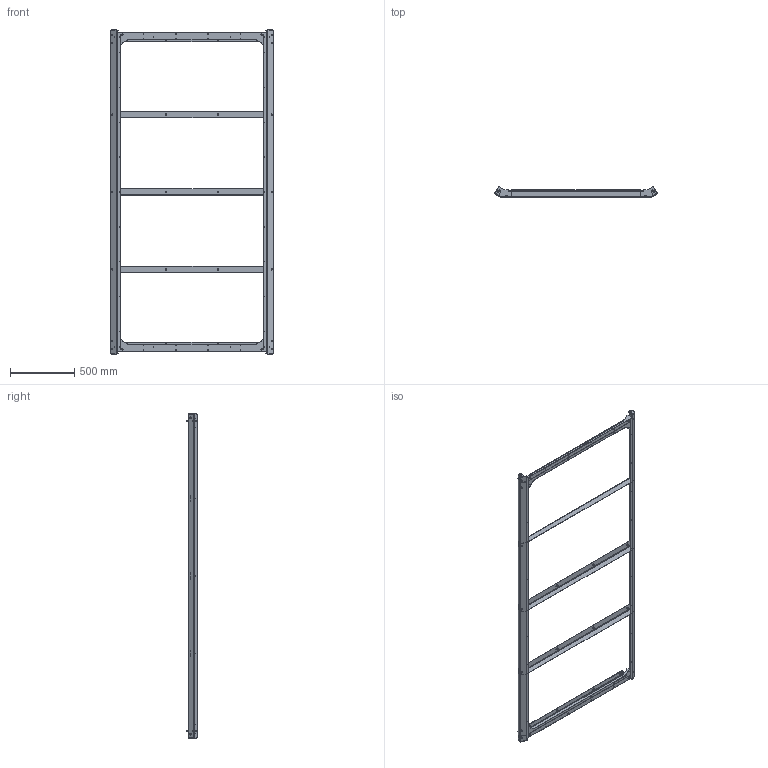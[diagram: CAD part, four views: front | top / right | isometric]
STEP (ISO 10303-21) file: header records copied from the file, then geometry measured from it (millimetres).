
FILE_DESCRIPTION (( 'STEP AP203' ), '1' );
FILE_NAME ('CV03-A10_REV_A.step', '2025-08-17T05:13:01', ( '' ), ( '' ), 'SwSTEP 2.0', 'SolidWorks 2024', '' );
FILE_SCHEMA (( 'CONFIG_CONTROL_DESIGN' ));
Length unit declared in the file: millimetre
Products named in the file (14): CV03-C-01; CV03-C-03; CV03-C-02; CV03-F10; CV03-C-04; CV03-F12; weldnut_WELDNUT-M8; CV03-F14; CV03-C-17; M8 RIVNUT_Installed; CV03-C-05; CV03-F13; CV03-F15; CV03-A10_REV_A
Assembly tree (51 placements, depth 5):
  CV03-A10_REV_A
    CV03-F10
      CV03-F15  x2
        CV03-C-01
        weldnut_WELDNUT-M8
      CV03-C-04  x2
      CV03-F14  x2
        CV03-C-02
        CV03-F12
          CV03-C-05
          weldnut_WELDNUT-M8
        CV03-F13
          CV03-C-05
          weldnut_WELDNUT-M8
        weldnut_WELDNUT-M8
      CV03-C-03  x3
    M8 RIVNUT_Installed  x20
    CV03-C-17  x2
Bounding box: 1257.59 x 83.45 x 2514.8 mm (x, y, z)
Volume: 3676858.3 mm3; surface area: 2906326 mm2
Topology: 61 solids, 61 shells, 7797 faces, 19101 edges, 11472 vertices
Faces by surface type: plane 5306, cylinder 2003, cone 382, bspline 66, torus 40
Entity records: 27225 total; most frequent: CARTESIAN_POINT 6945, ORIENTED_EDGE 3740, DIRECTION 3710, EDGE_CURVE 1870, AXIS2_PLACEMENT_3D 1245, LINE 1220, VECTOR 1220, VERTEX_POINT 1175
